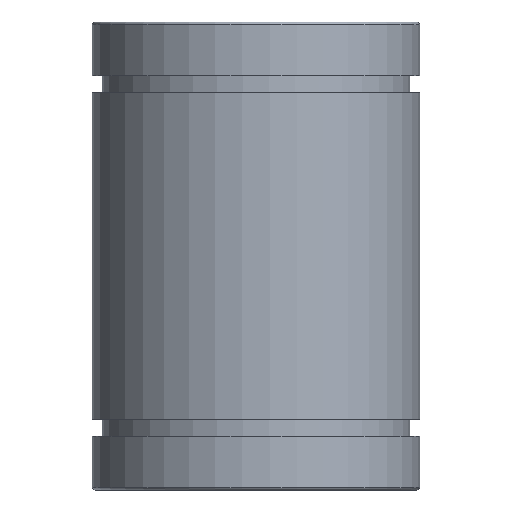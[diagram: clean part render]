
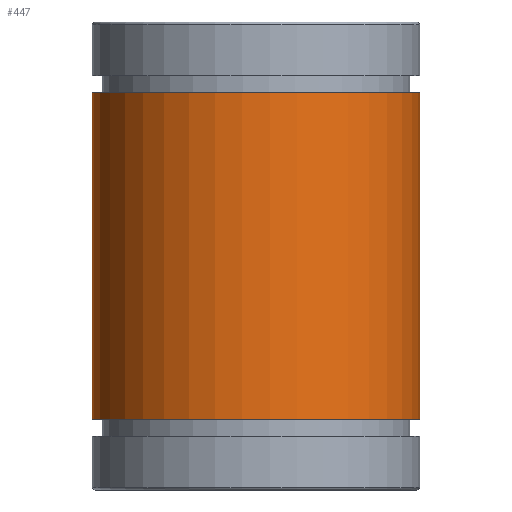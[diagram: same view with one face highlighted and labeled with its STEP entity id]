
A CAD part, left-side view. The second image highlights one B-rep face of the part: STEP entity #447.
In plain terms, the highlighted cylindrical face has radius 11.113 mm (diameter 22.225 mm), a partial arc.
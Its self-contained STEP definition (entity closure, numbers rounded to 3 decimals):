
#22=CYLINDRICAL_SURFACE('',#493,11.113);
#48=LINE('',#713,#88);
#49=LINE('',#717,#89);
#88=VECTOR('',#571,1000.);
#89=VECTOR('',#574,1000.);
#144=ORIENTED_EDGE('',*,*,#269,.F.);
#145=ORIENTED_EDGE('',*,*,#271,.F.);
#146=ORIENTED_EDGE('',*,*,#272,.T.);
#147=ORIENTED_EDGE('',*,*,#273,.T.);
#269=EDGE_CURVE('',#330,#331,#366,.T.);
#271=EDGE_CURVE('',#332,#330,#48,.T.);
#272=EDGE_CURVE('',#332,#333,#367,.T.);
#273=EDGE_CURVE('',#333,#331,#49,.T.);
#330=VERTEX_POINT('',#708);
#331=VERTEX_POINT('',#710);
#332=VERTEX_POINT('',#714);
#333=VERTEX_POINT('',#716);
#366=CIRCLE('',#492,11.113);
#367=CIRCLE('',#494,11.113);
#387=EDGE_LOOP('',(#144,#145,#146,#147));
#411=FACE_BOUND('',#387,.T.);
#447=ADVANCED_FACE('',(#411),#22,.T.);
#492=AXIS2_PLACEMENT_3D('',#709,#566,#567);
#493=AXIS2_PLACEMENT_3D('',#712,#569,#570);
#494=AXIS2_PLACEMENT_3D('',#715,#572,#573);
#566=DIRECTION('',(0.,0.,-1.));
#567=DIRECTION('',(-1.,0.,0.));
#569=DIRECTION('',(0.,0.,-1.));
#570=DIRECTION('',(-1.,0.,0.));
#571=DIRECTION('',(0.,0.,-1.));
#572=DIRECTION('',(0.,0.,-1.));
#573=DIRECTION('',(-1.,0.,0.));
#574=DIRECTION('',(0.,0.,-1.));
#708=CARTESIAN_POINT('',(8.606,-7.03,-11.062));
#709=CARTESIAN_POINT('',(0.,0.,-11.062));
#710=CARTESIAN_POINT('',(8.606,7.03,-11.062));
#712=CARTESIAN_POINT('',(0.,0.,-50.));
#713=CARTESIAN_POINT('',(8.606,-7.03,15.875));
#714=CARTESIAN_POINT('',(8.606,-7.03,11.062));
#715=CARTESIAN_POINT('',(0.,0.,11.062));
#716=CARTESIAN_POINT('',(8.606,7.03,11.062));
#717=CARTESIAN_POINT('',(8.606,7.03,15.875));
